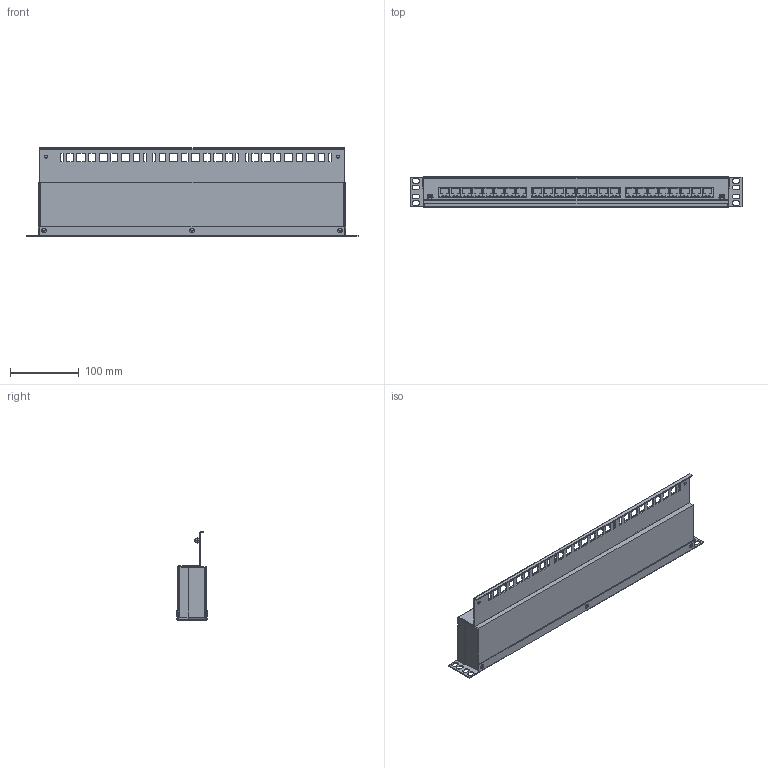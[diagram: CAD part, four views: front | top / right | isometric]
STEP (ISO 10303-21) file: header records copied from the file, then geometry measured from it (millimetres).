
FILE_DESCRIPTION (( 'STEP AP214' ), '1' );
FILE_NAME ('RMSP-CAT5-24.STEP', '2018-11-01T17:09:18', ( '' ), ( '' ), 'SwSTEP 2.0', 'SolidWorks 2017', '' );
FILE_SCHEMA (( 'AUTOMOTIVE_DESIGN' ));
Length unit declared in the file: inch
Products named in the file (5): RMSP-CAT5-24_BottomCase; .125 PopR_Head; RMSP-CAT5-24_Front; RMSP-CAT5-24_Top; RMSP-CAT5-24
Assembly tree (11 placements, depth 2):
  RMSP-CAT5-24
    RMSP-CAT5-24_BottomCase
    RMSP-CAT5-24_Top
    RMSP-CAT5-24_Front
    .125 PopR_Head  x8
Bounding box: 484 x 45.16 x 128.52 mm (x, y, z)
Volume: 311772.6 mm3; surface area: 380069.6 mm2
Topology: 59 solids, 59 shells, 2075 faces, 5441 edges, 3616 vertices
Faces by surface type: plane 1618, bspline 257, cylinder 146, torus 22, cone 16, sphere 16
Entity records: 84136 total; most frequent: CARTESIAN_POINT 25755, ORIENTED_EDGE 10714, DIRECTION 8657, EDGE_CURVE 5357, LINE 4469, VECTOR 4469, VERTEX_POINT 3560, EDGE_LOOP 2283
